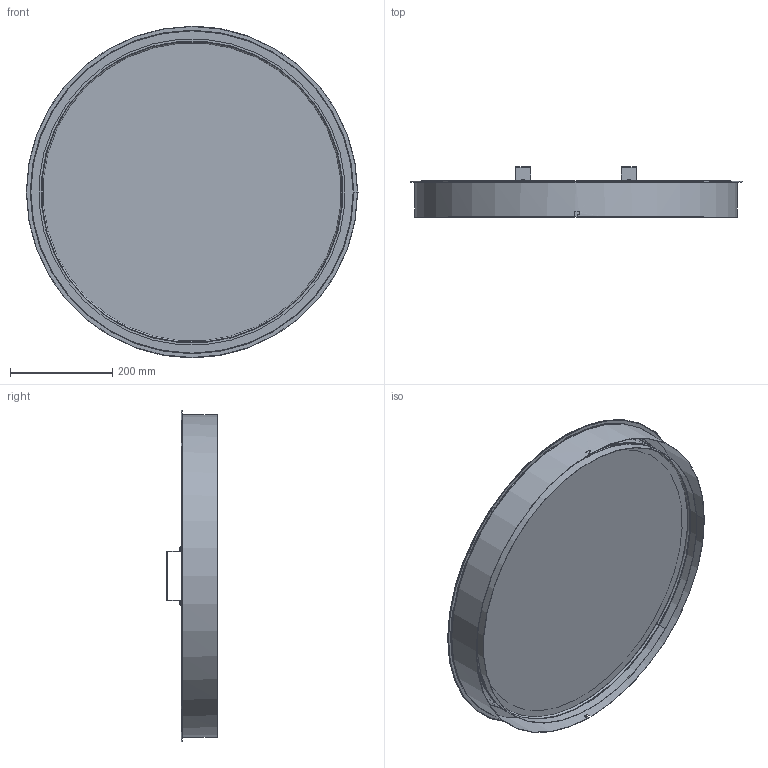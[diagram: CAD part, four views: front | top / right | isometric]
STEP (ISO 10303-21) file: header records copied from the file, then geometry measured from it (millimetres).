
FILE_DESCRIPTION((''),'2;1');
FILE_NAME('HRL-1-630.stp','2014-02-20T11:32:42',(''),(''),'Autodesk Inventor 2013','Autodesk Inventor 2013','');
FILE_SCHEMA(('AUTOMOTIVE_DESIGN { 1 2 10303 214 0 1 1 1 }'));
Length unit declared in the file: millimetre
Products named in the file (8): HRL-1-630; Ø590x45; Handtag-100; 999664; 112080; 116049_2; 116049_3; MuffHRL_630
Assembly tree (11 placements, depth 2):
  HRL-1-630
    Ø590x45
    Handtag-100  x2
    999664  x4
    112080
    116049_2
    116049_3
    MuffHRL_630
Bounding box: 649.77 x 99 x 649.77 mm (x, y, z)
Volume: 12407295.1 mm3; surface area: 2472689.1 mm2
Topology: 11 solids, 11 shells, 535 faces, 1204 edges, 693 vertices
Faces by surface type: plane 284, cylinder 148, torus 47, bspline 32, cone 24
Full cylindrical faces by diameter (mm): 2 x2, 4 x4, 5.1 x4, 8.4 x4, 590 x5, 591.2 x2, 600 x1, 630.6 x1, 631.8 x1, 635.7 x1, 648 x1
Entity records: 7691 total; most frequent: CARTESIAN_POINT 2835, DIRECTION 996, ORIENTED_EDGE 878, EDGE_CURVE 439, AXIS2_PLACEMENT_3D 379, VERTEX_POINT 259, VECTOR 238, LINE 238
